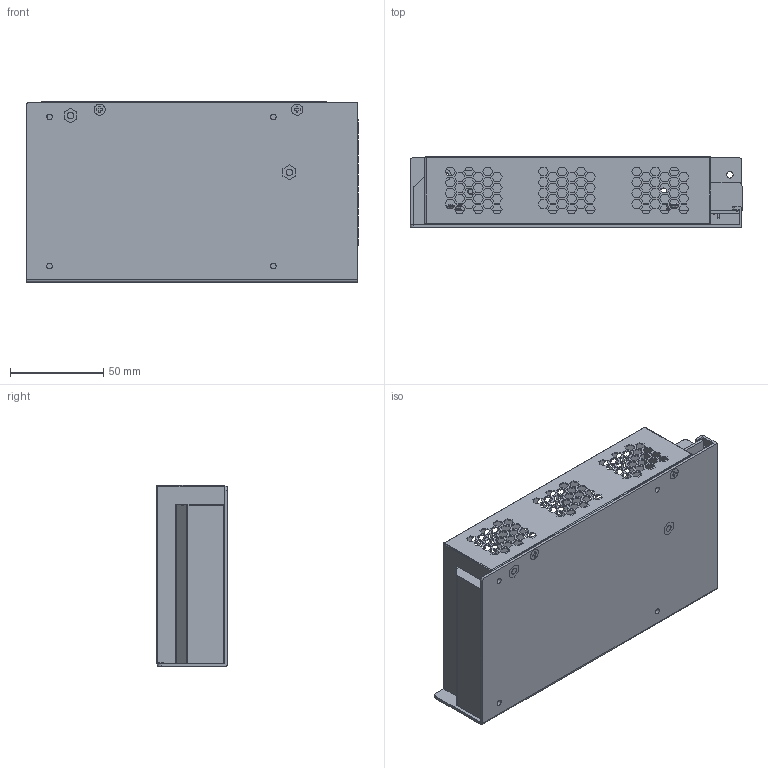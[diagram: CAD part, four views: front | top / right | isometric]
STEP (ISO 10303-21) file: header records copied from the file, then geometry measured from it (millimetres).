
FILE_DESCRIPTION (( 'STEP AP214' ), '1' );
FILE_NAME ('PSS0524-100.STEP', '2019-04-04T17:37:45', ( '' ), ( '' ), 'SwSTEP 2.0', 'SolidWorks 2018', '' );
FILE_SCHEMA (( 'AUTOMOTIVE_DESIGN' ));
Length unit declared in the file: inch
Products named in the file (1): PSS0524-100
Bounding box: 178 x 38 x 97.05 mm (x, y, z)
Volume: 86051.1 mm3; surface area: 144979.2 mm2
Topology: 23 solids, 23 shells, 3496 faces, 9784 edges, 6318 vertices
Faces by surface type: plane 3053, cylinder 215, bspline 151, cone 75, sphere 2
Full cylindrical faces by diameter (mm): 0.5 x2, 1.7 x7, 3 x26, 3.1 x2, 3.2 x1, 3.5 x5, 3.6 x2, 4 x7, 5 x7, 5.3 x2, 5.6 x2, 6 x13, 6.8 x7, 7 x4
Entity records: 114528 total; most frequent: CARTESIAN_POINT 24787, ORIENTED_EDGE 19114, DIRECTION 16475, EDGE_CURVE 9557, LINE 8875, VECTOR 8875, VERTEX_POINT 6275, EDGE_LOOP 4384
